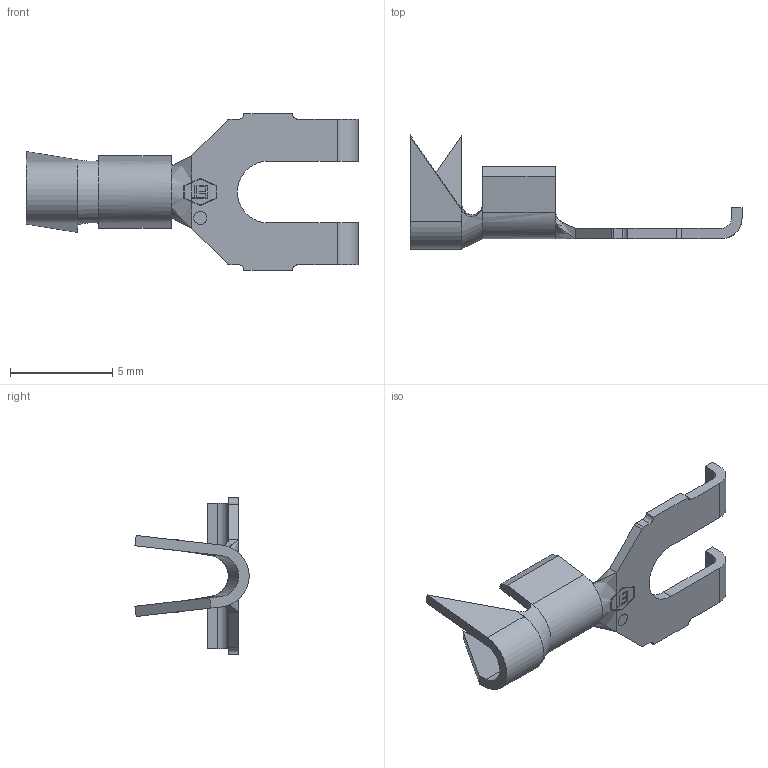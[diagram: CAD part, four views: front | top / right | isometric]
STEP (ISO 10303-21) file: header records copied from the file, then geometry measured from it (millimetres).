
FILE_DESCRIPTION (( 'STEP AP203' ), '1' );
FILE_NAME ('03710.STEP', '2019-12-30T14:29:23', ( 'tempuser' ), ( 'Microsoft' ), 'SwSTEP 2.0', 'SolidWorks 2019', '' );
FILE_SCHEMA (( 'CONFIG_CONTROL_DESIGN' ));
Length unit declared in the file: inch
Products named in the file (1): 03710
Bounding box: 16.26 x 5.58 x 7.65 mm (x, y, z)
Volume: 49.2 mm3; surface area: 240.7 mm2
Topology: 1 solids, 1 shells, 154 faces, 400 edges, 252 vertices
Faces by surface type: plane 107, cylinder 25, bspline 14, cone 8
Entity records: 4881 total; most frequent: CARTESIAN_POINT 1136, ORIENTED_EDGE 800, DIRECTION 696, EDGE_CURVE 400, LINE 306, VECTOR 306, VERTEX_POINT 252, AXIS2_PLACEMENT_3D 195
